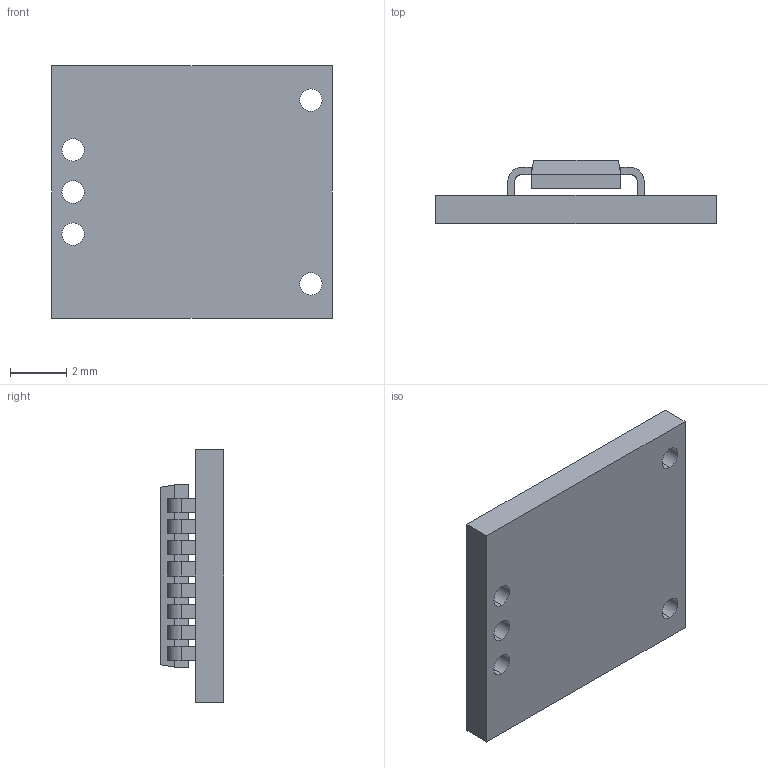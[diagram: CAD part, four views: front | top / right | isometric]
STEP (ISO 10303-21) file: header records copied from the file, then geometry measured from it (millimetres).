
FILE_DESCRIPTION (( 'STEP AP214' ), '1' );
FILE_NAME ('Part_8-PCB.STEP', '2024-01-17T21:38:23', ( '' ), ( '' ), 'SwSTEP 2.0', 'SolidWorks 2022', '' );
FILE_SCHEMA (( 'AUTOMOTIVE_DESIGN' ));
Length unit declared in the file: millimetre
Products named in the file (1): Part_8-PCB
Bounding box: 10 x 2.25 x 9 mm (x, y, z)
Volume: 110.7 mm3; surface area: 322.9 mm2
Topology: 18 solids, 18 shells, 186 faces, 446 edges, 296 vertices
Faces by surface type: plane 144, cylinder 42
Entity records: 7219 total; most frequent: CARTESIAN_POINT 929, DIRECTION 904, ORIENTED_EDGE 892, EDGE_CURVE 446, VECTOR 362, LINE 362, VERTEX_POINT 296, AXIS2_PLACEMENT_3D 271
